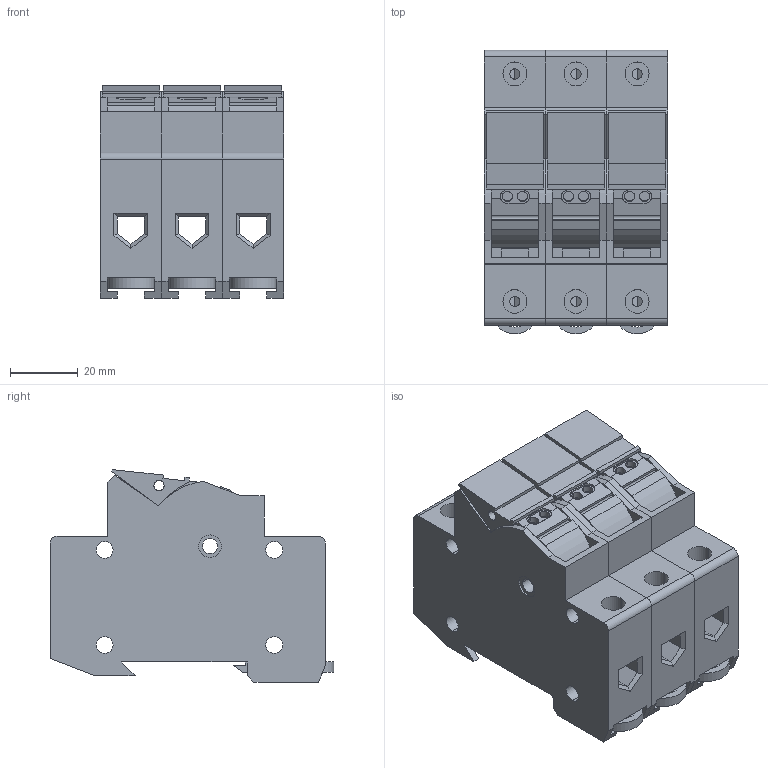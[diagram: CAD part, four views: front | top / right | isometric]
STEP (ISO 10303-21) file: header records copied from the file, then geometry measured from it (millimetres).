
FILE_DESCRIPTION (( 'STEP AP203' ), '1' );
FILE_NAME ('CI-32-1.STEP', '2017-03-23T19:50:15', ( '' ), ( '' ), 'SwSTEP 2.0', 'SolidWorks 2017', '' );
FILE_SCHEMA (( 'CONFIG_CONTROL_DESIGN' ));
Length unit declared in the file: millimetre
Products named in the file (2): CI-32-3 - 31113-1; CI-32-1
Assembly tree (1 placements, depth 2):
  CI-32-1
    CI-32-3 - 31113-1
Bounding box: 54 x 83.5 x 62.64 mm (x, y, z)
Surface area: 50454.4 mm2 (no closed solid volume)
Topology: 0 solids, 11 shells, 369 faces, 1173 edges, 810 vertices
Faces by surface type: plane 285, cylinder 84
Entity records: 13039 total; most frequent: CARTESIAN_POINT 2392, DIRECTION 2117, ORIENTED_EDGE 2034, EDGE_CURVE 1173, VECTOR 951, LINE 951, VERTEX_POINT 810, AXIS2_PLACEMENT_3D 583
